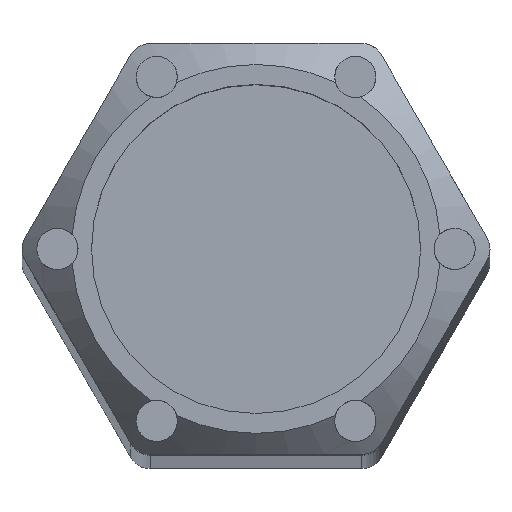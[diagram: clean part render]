
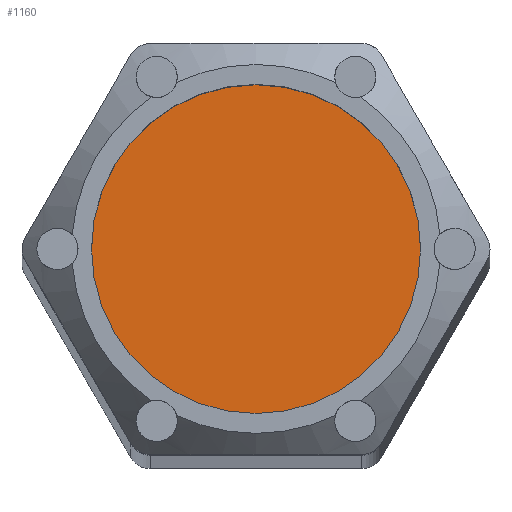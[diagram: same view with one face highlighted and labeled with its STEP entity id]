
A CAD part, top view. The second image highlights one B-rep face of the part: STEP entity #1160.
In plain terms, the highlighted face is planar.
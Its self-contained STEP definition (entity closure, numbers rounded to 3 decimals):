
#320=FACE_OUTER_BOUND('',#388,.T.);
#388=EDGE_LOOP('',(#1006));
#444=CIRCLE('',#1364,58.);
#544=VERTEX_POINT('',#2382);
#702=EDGE_CURVE('',#544,#544,#444,.T.);
#1006=ORIENTED_EDGE('',*,*,#702,.F.);
#1101=PLANE('',#1370);
#1160=ADVANCED_FACE('',(#320),#1101,.T.);
#1364=AXIS2_PLACEMENT_3D('',#2384,#1637,#1638);
#1370=AXIS2_PLACEMENT_3D('',#2390,#1649,#1650);
#1637=DIRECTION('center_axis',(0.,0.,1.));
#1638=DIRECTION('ref_axis',(-1.,0.,0.));
#1649=DIRECTION('center_axis',(0.,0.,-1.));
#1650=DIRECTION('ref_axis',(-1.,0.,0.));
#2382=CARTESIAN_POINT('',(58.,0.,-22.75));
#2384=CARTESIAN_POINT('Origin',(0.,0.,-22.75));
#2390=CARTESIAN_POINT('Origin',(0.,0.,-22.75));
